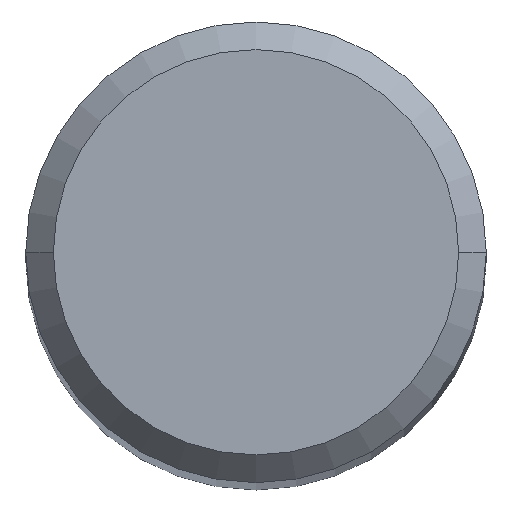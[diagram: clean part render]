
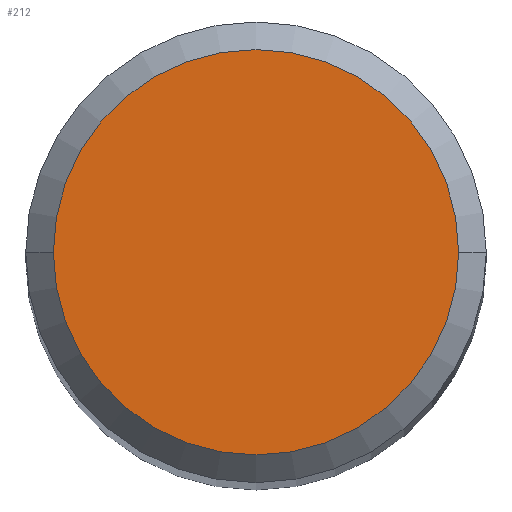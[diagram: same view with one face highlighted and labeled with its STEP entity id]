
A CAD part, top view. The second image highlights one B-rep face of the part: STEP entity #212.
In plain terms, the highlighted planar face has unit normal (0, 0, 1).
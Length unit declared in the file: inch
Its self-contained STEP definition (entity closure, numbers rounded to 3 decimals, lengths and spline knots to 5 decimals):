
#17 = FACE_OUTER_BOUND ( 'NONE', #69, .T. ) ;
#38 = DIRECTION ( 'NONE',  ( 1., 0., 0. ) ) ;
#69 = EDGE_LOOP ( 'NONE', ( #226, #136 ) ) ;
#79 = AXIS2_PLACEMENT_3D ( 'NONE', #247, #224, #207 ) ;
#81 = DIRECTION ( 'NONE',  ( 0., 0., 1. ) ) ;
#107 = CARTESIAN_POINT ( 'NONE',  ( 0., 0., 2.5 ) ) ;
#128 = CIRCLE ( 'NONE', #177, 0.11 ) ;
#136 = ORIENTED_EDGE ( 'NONE', *, *, #190, .T. ) ;
#138 = PLANE ( 'NONE',  #79 ) ;
#158 = CARTESIAN_POINT ( 'NONE',  ( 0., 0., 2.5 ) ) ;
#159 = DIRECTION ( 'NONE',  ( 1., 0., 0. ) ) ;
#161 = EDGE_CURVE ( 'NONE', #183, #164, #233, .T. ) ;
#164 = VERTEX_POINT ( 'NONE', #165 ) ;
#165 = CARTESIAN_POINT ( 'NONE',  ( 0.11, 0., 2.5 ) ) ;
#177 = AXIS2_PLACEMENT_3D ( 'NONE', #107, #205, #38 ) ;
#183 = VERTEX_POINT ( 'NONE', #240 ) ;
#190 = EDGE_CURVE ( 'NONE', #164, #183, #128, .T. ) ;
#205 = DIRECTION ( 'NONE',  ( 0., 0., 1. ) ) ;
#207 = DIRECTION ( 'NONE',  ( 1., 0., 0. ) ) ;
#212 = ADVANCED_FACE ( 'NONE', ( #17 ), #138, .T. ) ;
#223 = AXIS2_PLACEMENT_3D ( 'NONE', #158, #81, #159 ) ;
#224 = DIRECTION ( 'NONE',  ( 0., 0., 1. ) ) ;
#226 = ORIENTED_EDGE ( 'NONE', *, *, #161, .T. ) ;
#233 = CIRCLE ( 'NONE', #223, 0.11 ) ;
#240 = CARTESIAN_POINT ( 'NONE',  ( -0.11, 0., 2.5 ) ) ;
#247 = CARTESIAN_POINT ( 'NONE',  ( 0., 0., 2.5 ) ) ;
